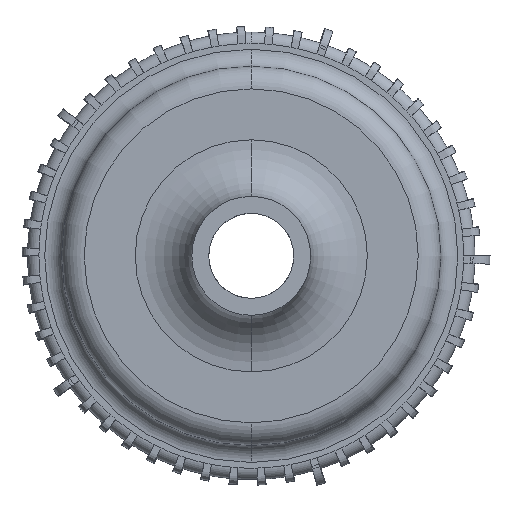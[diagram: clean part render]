
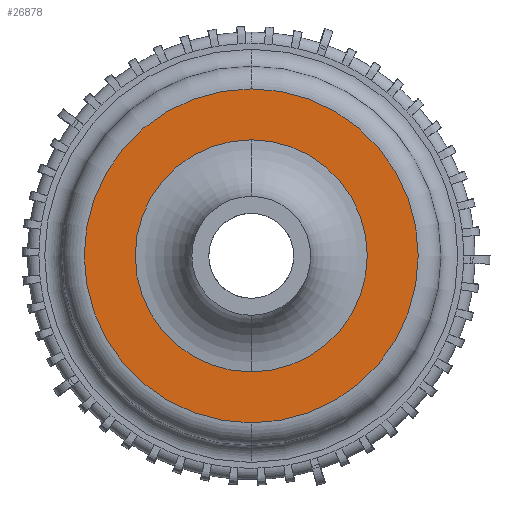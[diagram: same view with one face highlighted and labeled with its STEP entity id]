
A CAD part, front view. The second image highlights one B-rep face of the part: STEP entity #26878.
In plain terms, the highlighted planar face has unit normal (0, -1, 0).
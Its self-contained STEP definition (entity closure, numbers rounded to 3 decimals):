
#1107 = AXIS2_PLACEMENT_3D ( 'NONE', #12681, #23629, #23746 ) ;
#1208 = VERTEX_POINT ( 'NONE', #18235 ) ;
#1288 = EDGE_LOOP ( 'NONE', ( #27829, #8170 ) ) ;
#1439 = CARTESIAN_POINT ( 'NONE',  ( 0., -22.5, -29.5 ) ) ;
#3703 = VERTEX_POINT ( 'NONE', #1439 ) ;
#5115 = DIRECTION ( 'NONE',  ( 0., 0., 1. ) ) ;
#5192 = CIRCLE ( 'NONE', #19980, 29.5 ) ;
#5227 = EDGE_CURVE ( 'NONE', #1208, #14147, #24294, .T. ) ;
#6270 = ORIENTED_EDGE ( 'NONE', *, *, #34238, .T. ) ;
#7438 = CIRCLE ( 'NONE', #1107, 20.5 ) ;
#8170 = ORIENTED_EDGE ( 'NONE', *, *, #15120, .T. ) ;
#9635 = CARTESIAN_POINT ( 'NONE',  ( 0., -22.5, -20.5 ) ) ;
#9678 = CARTESIAN_POINT ( 'NONE',  ( 0., -22.5, 0. ) ) ;
#11847 = AXIS2_PLACEMENT_3D ( 'NONE', #26970, #29798, #21494 ) ;
#12681 = CARTESIAN_POINT ( 'NONE',  ( 0., -22.5, 0. ) ) ;
#14147 = VERTEX_POINT ( 'NONE', #9635 ) ;
#14811 = FACE_BOUND ( 'NONE', #1288, .T. ) ;
#15120 = EDGE_CURVE ( 'NONE', #14147, #1208, #7438, .T. ) ;
#15717 = CIRCLE ( 'NONE', #11847, 29.5 ) ;
#18235 = CARTESIAN_POINT ( 'NONE',  ( 0., -22.5, 20.5 ) ) ;
#18898 = DIRECTION ( 'NONE',  ( 0., -1., 0. ) ) ;
#19980 = AXIS2_PLACEMENT_3D ( 'NONE', #27308, #18898, #5115 ) ;
#20521 = DIRECTION ( 'NONE',  ( 0., 0., 1. ) ) ;
#21494 = DIRECTION ( 'NONE',  ( 0., 0., 1. ) ) ;
#23392 = PLANE ( 'NONE',  #27447 ) ;
#23629 = DIRECTION ( 'NONE',  ( 0., 1., 0. ) ) ;
#23746 = DIRECTION ( 'NONE',  ( 0., 0., 1. ) ) ;
#24222 = DIRECTION ( 'NONE',  ( 0., 0., 1. ) ) ;
#24270 = ORIENTED_EDGE ( 'NONE', *, *, #29981, .T. ) ;
#24294 = CIRCLE ( 'NONE', #26698, 20.5 ) ;
#25538 = CARTESIAN_POINT ( 'NONE',  ( 0., -22.5, 29.5 ) ) ;
#26150 = EDGE_LOOP ( 'NONE', ( #6270, #24270 ) ) ;
#26698 = AXIS2_PLACEMENT_3D ( 'NONE', #26701, #32138, #24222 ) ;
#26701 = CARTESIAN_POINT ( 'NONE',  ( 0., -22.5, 0. ) ) ;
#26878 = ADVANCED_FACE ( 'NONE', ( #14811, #30526 ), #23392, .F. ) ;
#26970 = CARTESIAN_POINT ( 'NONE',  ( 0., -22.5, 0. ) ) ;
#27308 = CARTESIAN_POINT ( 'NONE',  ( 0., -22.5, 0. ) ) ;
#27447 = AXIS2_PLACEMENT_3D ( 'NONE', #9678, #28598, #20521 ) ;
#27829 = ORIENTED_EDGE ( 'NONE', *, *, #5227, .T. ) ;
#28598 = DIRECTION ( 'NONE',  ( 0., 1., 0. ) ) ;
#29798 = DIRECTION ( 'NONE',  ( 0., -1., 0. ) ) ;
#29981 = EDGE_CURVE ( 'NONE', #3703, #30203, #15717, .T. ) ;
#30203 = VERTEX_POINT ( 'NONE', #25538 ) ;
#30526 = FACE_OUTER_BOUND ( 'NONE', #26150, .T. ) ;
#32138 = DIRECTION ( 'NONE',  ( 0., 1., 0. ) ) ;
#34238 = EDGE_CURVE ( 'NONE', #30203, #3703, #5192, .T. ) ;
